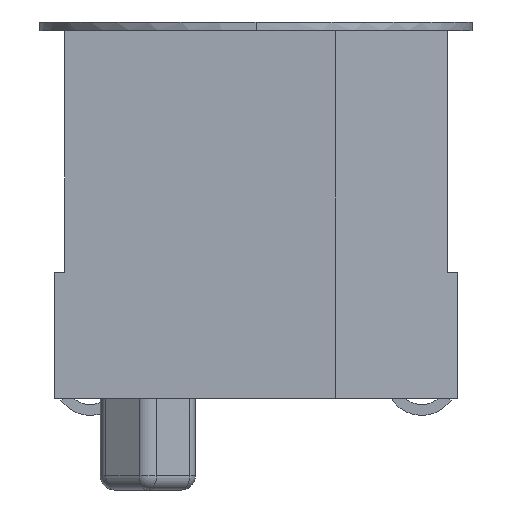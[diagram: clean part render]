
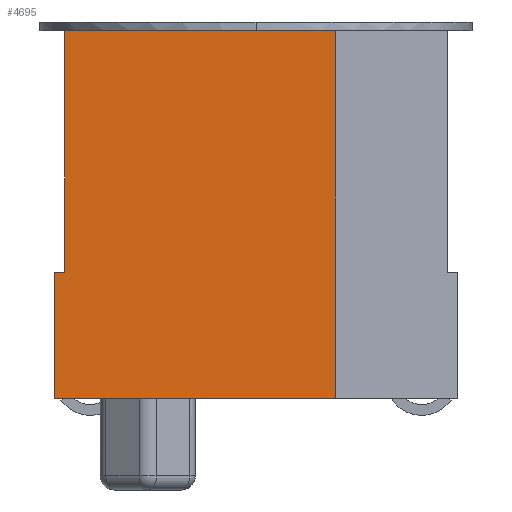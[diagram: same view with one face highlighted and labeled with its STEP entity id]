
A CAD part, left-side view. The second image highlights one B-rep face of the part: STEP entity #4695.
In plain terms, the highlighted planar face has unit normal (-1, 0, 0).
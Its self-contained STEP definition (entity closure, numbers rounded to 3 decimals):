
#1319 = VERTEX_POINT ( 'NONE', #10788 ) ;
#1723 = VERTEX_POINT ( 'NONE', #11439 ) ;
#1821 = VERTEX_POINT ( 'NONE', #11640 ) ;
#1840 = EDGE_CURVE ( 'NONE', #1821, #1723, #11674, .T. ) ;
#4446 = CARTESIAN_POINT ( 'NONE',  ( -7., 2.65, 0. ) ) ;
#4503 = DIRECTION ( 'NONE',  ( 0., -1., 0. ) ) ;
#4505 = VECTOR ( 'NONE', #4503, 1000. ) ;
#4506 = CARTESIAN_POINT ( 'NONE',  ( -7., 2.8, 0. ) ) ;
#4512 = LINE ( 'NONE', #4506, #4505 ) ;
#4519 = CARTESIAN_POINT ( 'NONE',  ( -7., -1.1, 0. ) ) ;
#4635 = ORIENTED_EDGE ( 'NONE', *, *, #6068, .F. ) ;
#4695 = ADVANCED_FACE ( 'NONE', ( #13324 ), #13320, .T. ) ;
#4866 = ORIENTED_EDGE ( 'NONE', *, *, #1840, .T. ) ;
#4901 = ORIENTED_EDGE ( 'NONE', *, *, #6054, .F. ) ;
#6046 = VERTEX_POINT ( 'NONE', #13363 ) ;
#6047 = EDGE_LOOP ( 'NONE', ( #4635, #4901, #6056, #4866, #6118, #6140 ) ) ;
#6054 = EDGE_CURVE ( 'NONE', #1319, #6046, #13417, .T. ) ;
#6056 = ORIENTED_EDGE ( 'NONE', *, *, #6484, .F. ) ;
#6068 = EDGE_CURVE ( 'NONE', #6046, #8687, #13402, .T. ) ;
#6118 = ORIENTED_EDGE ( 'NONE', *, *, #6133, .T. ) ;
#6133 = EDGE_CURVE ( 'NONE', #1723, #8686, #13492, .T. ) ;
#6140 = ORIENTED_EDGE ( 'NONE', *, *, #8689, .F. ) ;
#6484 = EDGE_CURVE ( 'NONE', #1821, #1319, #14088, .T. ) ;
#8686 = VERTEX_POINT ( 'NONE', #4519 ) ;
#8687 = VERTEX_POINT ( 'NONE', #4446 ) ;
#8689 = EDGE_CURVE ( 'NONE', #8687, #8686, #4512, .T. ) ;
#10788 = CARTESIAN_POINT ( 'NONE',  ( -7., 2.8, -3.35 ) ) ;
#11439 = CARTESIAN_POINT ( 'NONE',  ( -7., -1.1, -5.1 ) ) ;
#11640 = CARTESIAN_POINT ( 'NONE',  ( -7., 2.8, -5.1 ) ) ;
#11671 = DIRECTION ( 'NONE',  ( 0., -1., 0. ) ) ;
#11672 = VECTOR ( 'NONE', #11671, 1000. ) ;
#11673 = CARTESIAN_POINT ( 'NONE',  ( -7., 2.8, -5.1 ) ) ;
#11674 = LINE ( 'NONE', #11673, #11672 ) ;
#13300 = DIRECTION ( 'NONE',  ( 0., 0., 1. ) ) ;
#13305 = DIRECTION ( 'NONE',  ( -1., 0., 0. ) ) ;
#13306 = CARTESIAN_POINT ( 'NONE',  ( -7., 2.8, -5.1 ) ) ;
#13313 = AXIS2_PLACEMENT_3D ( 'NONE', #13306, #13305, #13300 ) ;
#13320 = PLANE ( 'NONE',  #13313 ) ;
#13324 = FACE_OUTER_BOUND ( 'NONE', #6047, .T. ) ;
#13359 = CARTESIAN_POINT ( 'NONE',  ( -7., 2.8, -3.35 ) ) ;
#13363 = CARTESIAN_POINT ( 'NONE',  ( -7., 2.65, -3.35 ) ) ;
#13386 = DIRECTION ( 'NONE',  ( 0., 0., 1. ) ) ;
#13387 = VECTOR ( 'NONE', #13386, 1000. ) ;
#13390 = CARTESIAN_POINT ( 'NONE',  ( -7., 2.65, -3.35 ) ) ;
#13402 = LINE ( 'NONE', #13390, #13387 ) ;
#13406 = DIRECTION ( 'NONE',  ( 0., -1., 0. ) ) ;
#13407 = VECTOR ( 'NONE', #13406, 1000. ) ;
#13417 = LINE ( 'NONE', #13359, #13407 ) ;
#13489 = DIRECTION ( 'NONE',  ( 0., 0., 1. ) ) ;
#13490 = VECTOR ( 'NONE', #13489, 1000. ) ;
#13491 = CARTESIAN_POINT ( 'NONE',  ( -7., -1.1, -5.1 ) ) ;
#13492 = LINE ( 'NONE', #13491, #13490 ) ;
#14085 = DIRECTION ( 'NONE',  ( 0., 0., 1. ) ) ;
#14086 = VECTOR ( 'NONE', #14085, 1000. ) ;
#14087 = CARTESIAN_POINT ( 'NONE',  ( -7., 2.8, -5.1 ) ) ;
#14088 = LINE ( 'NONE', #14087, #14086 ) ;
